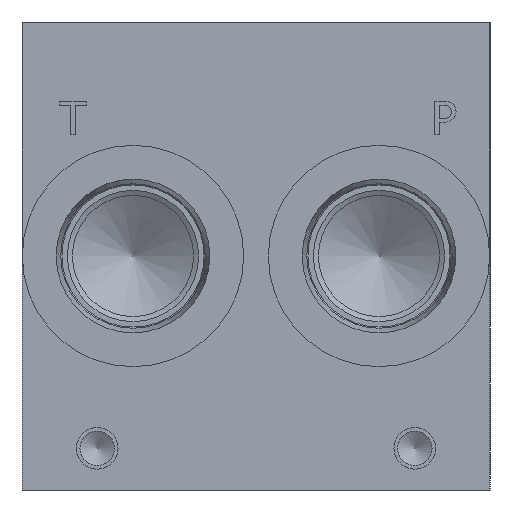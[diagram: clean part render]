
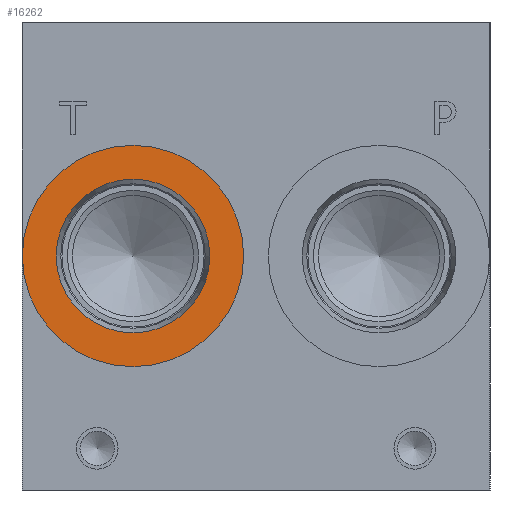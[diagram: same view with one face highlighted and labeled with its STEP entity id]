
A CAD part, left-side view. The second image highlights one B-rep face of the part: STEP entity #16262.
In plain terms, the highlighted planar face has unit normal (-1, 0, 0).
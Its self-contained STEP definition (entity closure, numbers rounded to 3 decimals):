
#332=CIRCLE('',#17033,21.019);
#333=CIRCLE('',#17034,21.019);
#334=CIRCLE('',#17036,14.592);
#335=CIRCLE('',#17037,14.592);
#710=FACE_BOUND('',#3023,.T.);
#2091=FACE_OUTER_BOUND('',#3022,.T.);
#3022=EDGE_LOOP('',(#13630,#13631));
#3023=EDGE_LOOP('',(#13632,#13633));
#7368=VERTEX_POINT('',#27657);
#7369=VERTEX_POINT('',#27659);
#7370=VERTEX_POINT('',#27663);
#7371=VERTEX_POINT('',#27664);
#9544=EDGE_CURVE('',#7368,#7369,#332,.T.);
#9545=EDGE_CURVE('',#7369,#7368,#333,.T.);
#9546=EDGE_CURVE('',#7370,#7371,#334,.T.);
#9547=EDGE_CURVE('',#7371,#7370,#335,.T.);
#13630=ORIENTED_EDGE('',*,*,#9545,.F.);
#13631=ORIENTED_EDGE('',*,*,#9544,.F.);
#13632=ORIENTED_EDGE('',*,*,#9546,.T.);
#13633=ORIENTED_EDGE('',*,*,#9547,.T.);
#14968=PLANE('',#17035);
#16262=ADVANCED_FACE('',(#2091,#710),#14968,.F.);
#17033=AXIS2_PLACEMENT_3D('',#27660,#19942,#19943);
#17034=AXIS2_PLACEMENT_3D('',#27661,#19944,#19945);
#17035=AXIS2_PLACEMENT_3D('',#27662,#19946,#19947);
#17036=AXIS2_PLACEMENT_3D('',#27665,#19948,#19949);
#17037=AXIS2_PLACEMENT_3D('',#27666,#19950,#19951);
#19942=DIRECTION('center_axis',(1.,0.,0.));
#19943=DIRECTION('ref_axis',(0.,0.,-1.));
#19944=DIRECTION('center_axis',(1.,0.,0.));
#19945=DIRECTION('ref_axis',(0.,0.,-1.));
#19946=DIRECTION('center_axis',(1.,0.,0.));
#19947=DIRECTION('ref_axis',(0.,0.,-1.));
#19948=DIRECTION('center_axis',(1.,0.,0.));
#19949=DIRECTION('ref_axis',(0.,0.,-1.));
#19950=DIRECTION('center_axis',(1.,0.,0.));
#19951=DIRECTION('ref_axis',(0.,0.,-1.));
#27657=CARTESIAN_POINT('',(0.787,67.818,23.432));
#27659=CARTESIAN_POINT('',(0.787,67.818,65.469));
#27660=CARTESIAN_POINT('Origin',(0.787,67.818,44.45));
#27661=CARTESIAN_POINT('Origin',(0.787,67.818,44.45));
#27662=CARTESIAN_POINT('Origin',(0.787,67.818,59.042));
#27663=CARTESIAN_POINT('',(0.787,67.818,59.042));
#27664=CARTESIAN_POINT('',(0.787,67.818,29.858));
#27665=CARTESIAN_POINT('Origin',(0.787,67.818,44.45));
#27666=CARTESIAN_POINT('Origin',(0.787,67.818,44.45));
